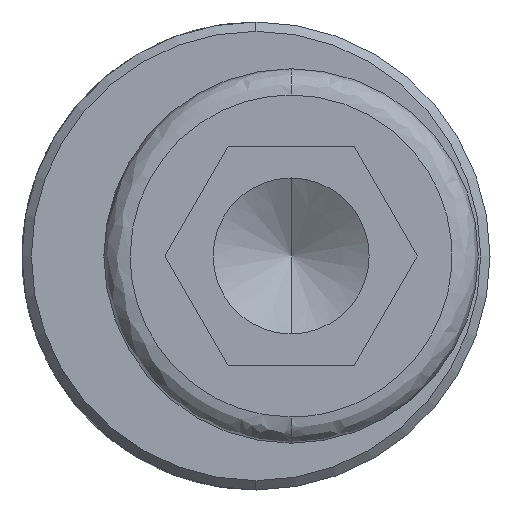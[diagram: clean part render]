
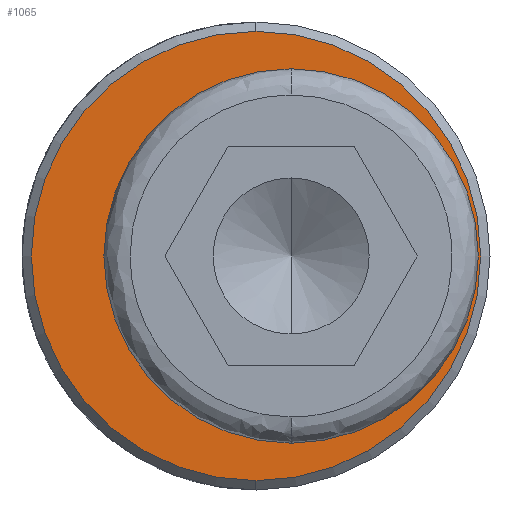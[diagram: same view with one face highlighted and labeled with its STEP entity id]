
A CAD part, left-side view. The second image highlights one B-rep face of the part: STEP entity #1065.
In plain terms, the highlighted planar face has unit normal (-1, 0, 0).
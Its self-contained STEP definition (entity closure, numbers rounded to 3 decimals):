
#59 = CARTESIAN_POINT ( 'NONE',  ( 0., 0., -8. ) ) ;
#63 = AXIS2_PLACEMENT_3D ( 'NONE', #303, #71, #747 ) ;
#71 = DIRECTION ( 'NONE',  ( 1., 0., 0. ) ) ;
#89 = CARTESIAN_POINT ( 'NONE',  ( 0., 2.25, 0. ) ) ;
#91 = CARTESIAN_POINT ( 'NONE',  ( 0., 2.25, -14.4 ) ) ;
#97 = PLANE ( 'NONE',  #1142 ) ;
#104 = CARTESIAN_POINT ( 'NONE',  ( 0., 2.25, 0. ) ) ;
#196 = DIRECTION ( 'NONE',  ( 0., 0., -1. ) ) ;
#202 = EDGE_CURVE ( 'NONE', #292, #871, #1337, .T. ) ;
#207 = CARTESIAN_POINT ( 'NONE',  ( 0., 2.25, 14.4 ) ) ;
#210 = FACE_BOUND ( 'NONE', #1028, .T. ) ;
#272 = EDGE_CURVE ( 'NONE', #829, #838, #308, .T. ) ;
#292 = VERTEX_POINT ( 'NONE', #59 ) ;
#303 = CARTESIAN_POINT ( 'NONE',  ( 0., 0., 0. ) ) ;
#308 = CIRCLE ( 'NONE', #1115, 14.4 ) ;
#312 = CIRCLE ( 'NONE', #1417, 14.4 ) ;
#457 = CIRCLE ( 'NONE', #1120, 8. ) ;
#501 = ORIENTED_EDGE ( 'NONE', *, *, #202, .T. ) ;
#546 = FACE_OUTER_BOUND ( 'NONE', #1176, .T. ) ;
#554 = DIRECTION ( 'NONE',  ( 0., 0., 1. ) ) ;
#578 = ORIENTED_EDGE ( 'NONE', *, *, #817, .F. ) ;
#594 = DIRECTION ( 'NONE',  ( 0., 0., -1. ) ) ;
#642 = EDGE_CURVE ( 'NONE', #871, #292, #457, .T. ) ;
#670 = DIRECTION ( 'NONE',  ( 1., 0., 0. ) ) ;
#747 = DIRECTION ( 'NONE',  ( 0., 0., -1. ) ) ;
#783 = CARTESIAN_POINT ( 'NONE',  ( 0., 2.25, 0. ) ) ;
#807 = CARTESIAN_POINT ( 'NONE',  ( 0., 0., 8. ) ) ;
#817 = EDGE_CURVE ( 'NONE', #838, #829, #312, .T. ) ;
#829 = VERTEX_POINT ( 'NONE', #207 ) ;
#838 = VERTEX_POINT ( 'NONE', #91 ) ;
#864 = ORIENTED_EDGE ( 'NONE', *, *, #642, .T. ) ;
#871 = VERTEX_POINT ( 'NONE', #807 ) ;
#1028 = EDGE_LOOP ( 'NONE', ( #501, #864 ) ) ;
#1036 = DIRECTION ( 'NONE',  ( 0., 0., -1. ) ) ;
#1065 = ADVANCED_FACE ( 'NONE', ( #546, #210 ), #97, .T. ) ;
#1115 = AXIS2_PLACEMENT_3D ( 'NONE', #783, #1266, #196 ) ;
#1120 = AXIS2_PLACEMENT_3D ( 'NONE', #1447, #1226, #594 ) ;
#1142 = AXIS2_PLACEMENT_3D ( 'NONE', #89, #1260, #554 ) ;
#1176 = EDGE_LOOP ( 'NONE', ( #578, #1327 ) ) ;
#1226 = DIRECTION ( 'NONE',  ( 1., 0., 0. ) ) ;
#1260 = DIRECTION ( 'NONE',  ( -1., 0., 0. ) ) ;
#1266 = DIRECTION ( 'NONE',  ( 1., 0., 0. ) ) ;
#1327 = ORIENTED_EDGE ( 'NONE', *, *, #272, .F. ) ;
#1337 = CIRCLE ( 'NONE', #63, 8. ) ;
#1417 = AXIS2_PLACEMENT_3D ( 'NONE', #104, #670, #1036 ) ;
#1447 = CARTESIAN_POINT ( 'NONE',  ( 0., 0., 0. ) ) ;
